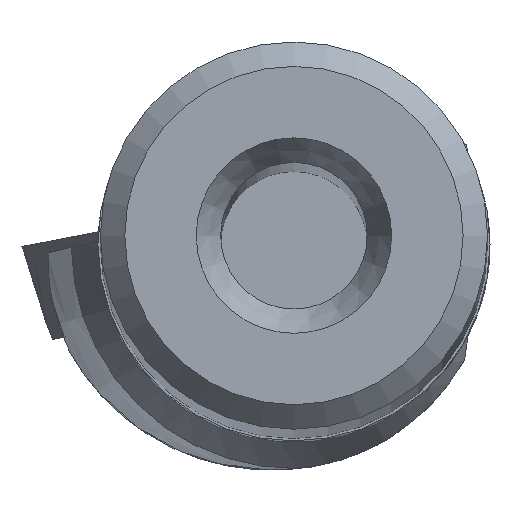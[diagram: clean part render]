
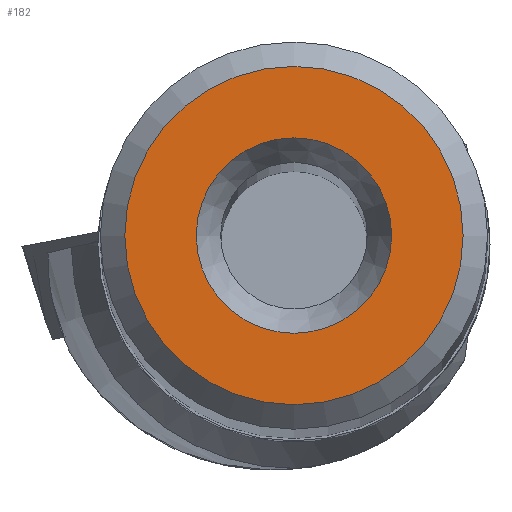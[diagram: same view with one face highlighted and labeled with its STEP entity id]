
A CAD part, top view. The second image highlights one B-rep face of the part: STEP entity #182.
In plain terms, the highlighted planar face has unit normal (0, 0, 1).
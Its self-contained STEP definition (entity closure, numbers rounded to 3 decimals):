
#182=ADVANCED_FACE('',(#311,#312),#210,.T.);
#210=PLANE('',#833);
#311=FACE_BOUND('',#362,.T.);
#312=FACE_BOUND('',#363,.T.);
#362=EDGE_LOOP('',(#484));
#363=EDGE_LOOP('',(#485));
#484=ORIENTED_EDGE('',*,*,#671,.F.);
#485=ORIENTED_EDGE('',*,*,#672,.T.);
#598=VERTEX_POINT('',#1341);
#599=VERTEX_POINT('',#1343);
#671=EDGE_CURVE('',#598,#598,#712,.T.);
#672=EDGE_CURVE('',#599,#599,#713,.T.);
#712=CIRCLE('',#831,2.);
#713=CIRCLE('',#832,3.463);
#831=AXIS2_PLACEMENT_3D('',#1340,#981,#982);
#832=AXIS2_PLACEMENT_3D('',#1342,#983,#984);
#833=AXIS2_PLACEMENT_3D('',#1344,#985,#986);
#981=DIRECTION('',(0.,0.,1.));
#982=DIRECTION('',(1.,0.,0.));
#983=DIRECTION('',(0.,0.,1.));
#984=DIRECTION('',(1.,0.,0.));
#985=DIRECTION('',(0.,0.,1.));
#986=DIRECTION('',(1.,0.,0.));
#1340=CARTESIAN_POINT('',(0.,0.,0.));
#1341=CARTESIAN_POINT('',(2.,0.,0.));
#1342=CARTESIAN_POINT('',(0.,0.,0.));
#1343=CARTESIAN_POINT('',(3.463,0.,0.));
#1344=CARTESIAN_POINT('',(0.,0.,0.));
